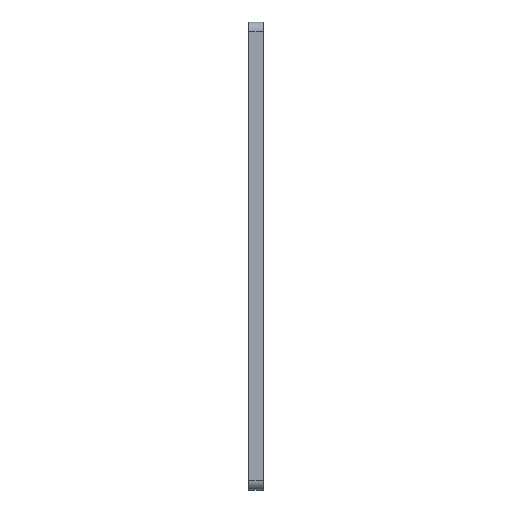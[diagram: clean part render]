
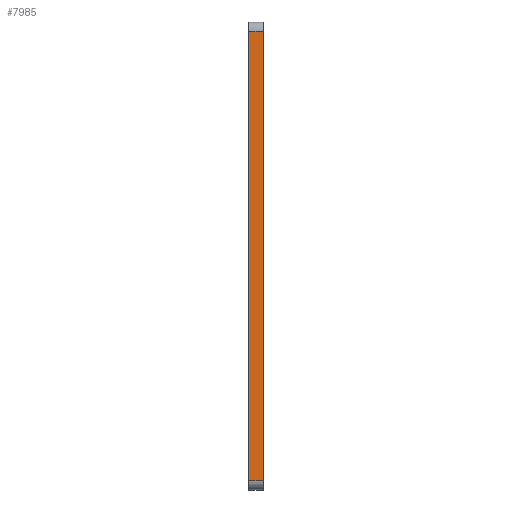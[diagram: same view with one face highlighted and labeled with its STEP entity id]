
A CAD part, left-side view. The second image highlights one B-rep face of the part: STEP entity #7985.
In plain terms, the highlighted planar face has unit normal (-1, 0, 0).
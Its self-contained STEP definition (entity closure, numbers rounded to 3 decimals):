
#322 = VECTOR ( 'NONE', #4524, 1000. ) ;
#537 = VERTEX_POINT ( 'NONE', #2504 ) ;
#948 = CARTESIAN_POINT ( 'NONE',  ( 0., 3., 0. ) ) ;
#986 = AXIS2_PLACEMENT_3D ( 'NONE', #948, #4888, #4735 ) ;
#1165 = CARTESIAN_POINT ( 'NONE',  ( 0., 3., 2. ) ) ;
#1477 = CARTESIAN_POINT ( 'NONE',  ( 0., 3., 0. ) ) ;
#1866 = ORIENTED_EDGE ( 'NONE', *, *, #5058, .T. ) ;
#2167 = LINE ( 'NONE', #1165, #322 ) ;
#2356 = EDGE_CURVE ( 'NONE', #4326, #537, #2167, .T. ) ;
#2504 = CARTESIAN_POINT ( 'NONE',  ( 0., 0., 2. ) ) ;
#3426 = VERTEX_POINT ( 'NONE', #7459 ) ;
#3735 = CARTESIAN_POINT ( 'NONE',  ( 0., 0., 0. ) ) ;
#3839 = LINE ( 'NONE', #3735, #4804 ) ;
#4326 = VERTEX_POINT ( 'NONE', #8275 ) ;
#4394 = CARTESIAN_POINT ( 'NONE',  ( 0., 3., 98. ) ) ;
#4407 = DIRECTION ( 'NONE',  ( 0., 0., 1. ) ) ;
#4523 = VECTOR ( 'NONE', #8986, 1000. ) ;
#4524 = DIRECTION ( 'NONE',  ( 0., -1., 0. ) ) ;
#4735 = DIRECTION ( 'NONE',  ( 0., 0., -1. ) ) ;
#4804 = VECTOR ( 'NONE', #4407, 1000. ) ;
#4880 = EDGE_LOOP ( 'NONE', ( #9873, #1866, #6192, #10315 ) ) ;
#4888 = DIRECTION ( 'NONE',  ( 1., 0., 0. ) ) ;
#5058 = EDGE_CURVE ( 'NONE', #3426, #7055, #9824, .T. ) ;
#5580 = EDGE_CURVE ( 'NONE', #4326, #7055, #10235, .T. ) ;
#6192 = ORIENTED_EDGE ( 'NONE', *, *, #5580, .F. ) ;
#6448 = PLANE ( 'NONE',  #986 ) ;
#6497 = FACE_OUTER_BOUND ( 'NONE', #4880, .T. ) ;
#7055 = VERTEX_POINT ( 'NONE', #4394 ) ;
#7459 = CARTESIAN_POINT ( 'NONE',  ( 0., 0., 98. ) ) ;
#7985 = ADVANCED_FACE ( 'NONE', ( #6497 ), #6448, .F. ) ;
#8275 = CARTESIAN_POINT ( 'NONE',  ( 0., 3., 2. ) ) ;
#8451 = VECTOR ( 'NONE', #8750, 1000. ) ;
#8750 = DIRECTION ( 'NONE',  ( 0., 0., 1. ) ) ;
#8986 = DIRECTION ( 'NONE',  ( 0., 1., 0. ) ) ;
#9397 = EDGE_CURVE ( 'NONE', #537, #3426, #3839, .T. ) ;
#9670 = CARTESIAN_POINT ( 'NONE',  ( 0., 3., 98. ) ) ;
#9824 = LINE ( 'NONE', #9670, #4523 ) ;
#9873 = ORIENTED_EDGE ( 'NONE', *, *, #9397, .T. ) ;
#10235 = LINE ( 'NONE', #1477, #8451 ) ;
#10315 = ORIENTED_EDGE ( 'NONE', *, *, #2356, .T. ) ;
